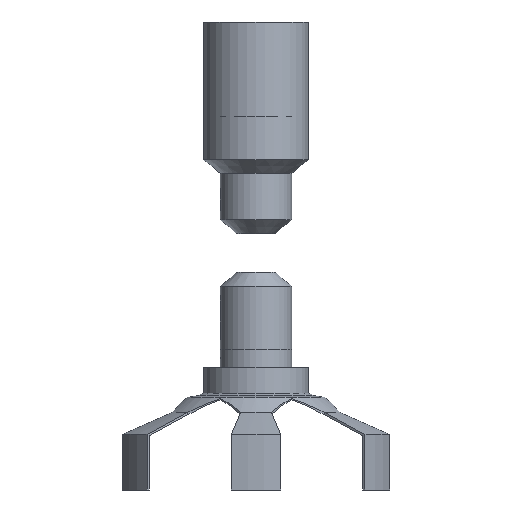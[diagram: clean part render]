
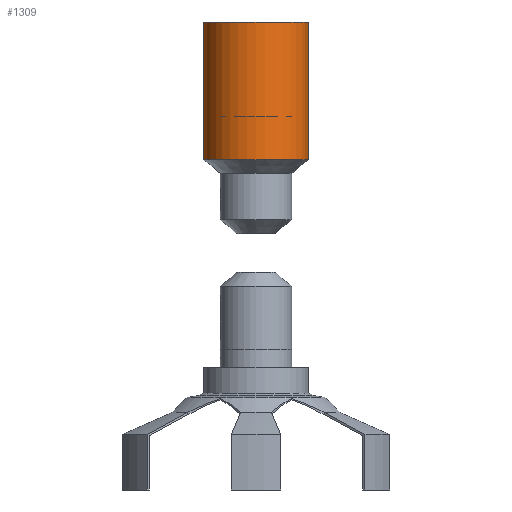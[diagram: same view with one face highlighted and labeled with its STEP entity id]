
A CAD part, front view. The second image highlights one B-rep face of the part: STEP entity #1309.
In plain terms, the highlighted cylindrical face has radius 710 mm (diameter 1420 mm), a full revolution.
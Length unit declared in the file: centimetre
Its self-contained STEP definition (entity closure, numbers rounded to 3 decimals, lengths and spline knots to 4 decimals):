
#37=CYLINDRICAL_SURFACE('',#1464,71.);
#93=CIRCLE('',#1463,71.);
#94=CIRCLE('',#1465,71.);
#228=FACE_OUTER_BOUND('',#311,.T.);
#311=EDGE_LOOP('',(#1171,#1172,#1173,#1174));
#416=LINE('',#2276,#517);
#517=VECTOR('',#1837,71.);
#627=VERTEX_POINT('',#2270);
#628=VERTEX_POINT('',#2274);
#808=EDGE_CURVE('',#627,#627,#93,.T.);
#810=EDGE_CURVE('',#628,#628,#94,.T.);
#811=EDGE_CURVE('',#628,#627,#416,.T.);
#1171=ORIENTED_EDGE('',*,*,#810,.F.);
#1172=ORIENTED_EDGE('',*,*,#811,.T.);
#1173=ORIENTED_EDGE('',*,*,#808,.T.);
#1174=ORIENTED_EDGE('',*,*,#811,.F.);
#1309=ADVANCED_FACE('',(#228),#37,.T.);
#1463=AXIS2_PLACEMENT_3D('',#2271,#1830,#1831);
#1464=AXIS2_PLACEMENT_3D('',#2273,#1833,#1834);
#1465=AXIS2_PLACEMENT_3D('',#2275,#1835,#1836);
#1830=DIRECTION('center_axis',(0.,0.,1.));
#1831=DIRECTION('ref_axis',(1.,0.,0.));
#1833=DIRECTION('center_axis',(0.,0.,1.));
#1834=DIRECTION('ref_axis',(0.,1.,0.));
#1835=DIRECTION('center_axis',(0.,0.,1.));
#1836=DIRECTION('ref_axis',(1.,0.,0.));
#1837=DIRECTION('',(0.,0.,-1.));
#2270=CARTESIAN_POINT('',(0.,-71.,126.));
#2271=CARTESIAN_POINT('Origin',(0.,0.,126.));
#2273=CARTESIAN_POINT('Origin',(0.,0.,219.));
#2274=CARTESIAN_POINT('',(0.,-71.,312.));
#2275=CARTESIAN_POINT('Origin',(0.,0.,312.));
#2276=CARTESIAN_POINT('',(0.,-71.,219.));
